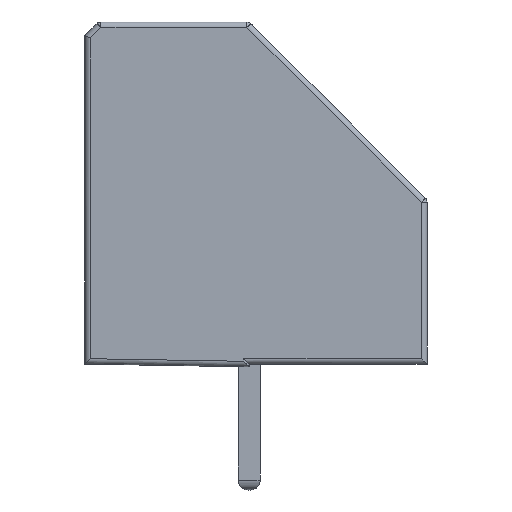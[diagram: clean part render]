
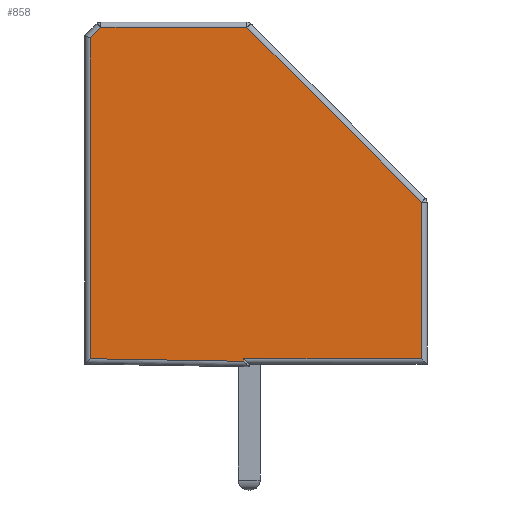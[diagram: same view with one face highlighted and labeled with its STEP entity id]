
A CAD part, left-side view. The second image highlights one B-rep face of the part: STEP entity #858.
In plain terms, the highlighted planar face has unit normal (-1, 0, 0).
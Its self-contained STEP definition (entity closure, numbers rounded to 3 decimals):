
#13=DIRECTION('',(0.,0.,1.));
#28=VECTOR('',#13,1.);
#52=DIRECTION('',(0.,0.707,-0.707));
#79=DIRECTION('',(0.,-1.,0.));
#128=VECTOR('',#79,1.);
#149=VECTOR('',#150,1.);
#150=DIRECTION('',(0.,-1.,-0.017));
#163=VECTOR('',#164,1.);
#164=DIRECTION('',(0.,0.707,0.707));
#171=VECTOR('',#172,1.);
#172=DIRECTION('',(0.,1.,0.));
#179=VECTOR('',#52,1.);
#184=VECTOR('',#185,1.);
#185=DIRECTION('',(0.,0.,-1.));
#189=DIRECTION('',(-1.,0.,0.));
#190=DIRECTION('',(0.,-1.,0.));
#289=VERTEX_POINT('',#290);
#290=CARTESIAN_POINT('',(-2.5,-6.3,6.017));
#300=EDGE_CURVE('',#301,#289,#303,.T.);
#301=VERTEX_POINT('',#302);
#302=CARTESIAN_POINT('',(-2.5,-6.3,0.3));
#303=LINE('',#304,#28);
#304=CARTESIAN_POINT('',(-2.5,-6.3,0.1));
#579=VERTEX_POINT('',#580);
#580=CARTESIAN_POINT('',(-2.5,0.2,0.3));
#584=ORIENTED_EDGE('',*,*,#585,.T.);
#585=EDGE_CURVE('',#579,#301,#586,.T.);
#586=LINE('',#587,#128);
#587=CARTESIAN_POINT('',(-2.5,0.,0.3));
#858=ADVANCED_FACE('',(#859),#896,.T.);
#859=FACE_BOUND('',#860,.T.);
#860=EDGE_LOOP('',(#861,#584,#867,#868,#874,#880,#886,#892));
#861=ORIENTED_EDGE('',*,*,#862,.T.);
#862=EDGE_CURVE('',#863,#579,#865,.T.);
#863=VERTEX_POINT('',#864);
#864=CARTESIAN_POINT('',(-2.5,0.2,0.203));
#865=LINE('',#866,#28);
#866=CARTESIAN_POINT('',(-2.5,0.2,0.));
#867=ORIENTED_EDGE('',*,*,#300,.T.);
#868=ORIENTED_EDGE('',*,*,#869,.T.);
#869=EDGE_CURVE('',#289,#870,#872,.T.);
#870=VERTEX_POINT('',#871);
#871=CARTESIAN_POINT('',(-2.5,0.083,12.4));
#872=LINE('',#873,#163);
#873=CARTESIAN_POINT('',(-2.5,-6.359,5.959));
#874=ORIENTED_EDGE('',*,*,#875,.T.);
#875=EDGE_CURVE('',#870,#876,#878,.T.);
#876=VERTEX_POINT('',#877);
#877=CARTESIAN_POINT('',(-2.5,5.417,12.4));
#878=LINE('',#879,#171);
#879=CARTESIAN_POINT('',(-2.5,0.,12.4));
#880=ORIENTED_EDGE('',*,*,#881,.T.);
#881=EDGE_CURVE('',#876,#882,#884,.T.);
#882=VERTEX_POINT('',#883);
#883=CARTESIAN_POINT('',(-2.5,5.8,12.017));
#884=LINE('',#885,#179);
#885=CARTESIAN_POINT('',(-2.5,5.359,12.459));
#886=ORIENTED_EDGE('',*,*,#887,.T.);
#887=EDGE_CURVE('',#882,#888,#890,.T.);
#888=VERTEX_POINT('',#889);
#889=CARTESIAN_POINT('',(-2.5,5.8,0.297));
#890=LINE('',#891,#184);
#891=CARTESIAN_POINT('',(-2.5,5.8,12.1));
#892=ORIENTED_EDGE('',*,*,#893,.T.);
#893=EDGE_CURVE('',#888,#863,#894,.T.);
#894=LINE('',#895,#149);
#895=CARTESIAN_POINT('',(-2.5,5.997,0.3));
#896=PLANE('',#897);
#897=AXIS2_PLACEMENT_3D('',#898,#189,#190);
#898=CARTESIAN_POINT('',(-2.5,0.417,5.581));
